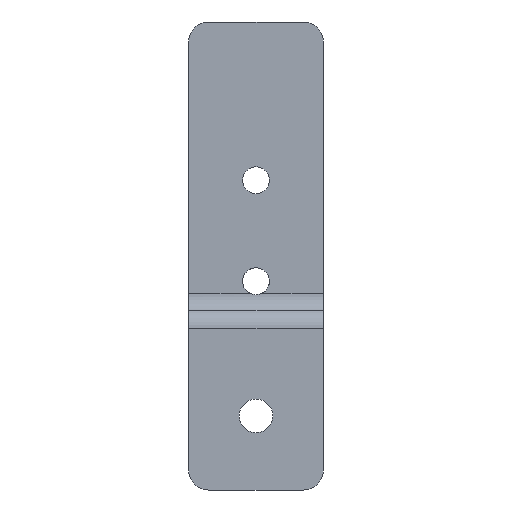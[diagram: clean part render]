
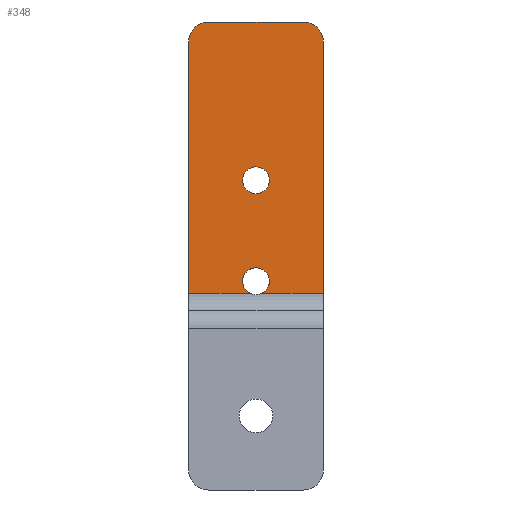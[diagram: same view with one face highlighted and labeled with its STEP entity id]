
A CAD part, front view. The second image highlights one B-rep face of the part: STEP entity #348.
In plain terms, the highlighted planar face has unit normal (0, -1, 0).
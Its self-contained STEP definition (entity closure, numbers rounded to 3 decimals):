
#16=FACE_BOUND('',#50,.T.);
#22=PLANE('',#394);
#31=FACE_OUTER_BOUND('',#49,.T.);
#49=EDGE_LOOP('',(#247,#248,#249,#250,#251,#252,#253,#254,#255));
#50=EDGE_LOOP('',(#256));
#72=LINE('',#547,#101);
#77=LINE('',#563,#106);
#78=LINE('',#567,#107);
#79=LINE('',#569,#108);
#80=LINE('',#574,#109);
#101=VECTOR('',#438,10.);
#106=VECTOR('',#451,10.);
#107=VECTOR('',#454,10.);
#108=VECTOR('',#455,10.);
#109=VECTOR('',#460,10.);
#128=CIRCLE('',#388,3.);
#133=CIRCLE('',#395,3.);
#134=CIRCLE('',#396,2.);
#135=CIRCLE('',#397,2.);
#136=CIRCLE('',#398,2.);
#149=VERTEX_POINT('',#537);
#150=VERTEX_POINT('',#538);
#153=VERTEX_POINT('',#546);
#160=VERTEX_POINT('',#562);
#161=VERTEX_POINT('',#564);
#162=VERTEX_POINT('',#566);
#163=VERTEX_POINT('',#568);
#164=VERTEX_POINT('',#570);
#165=VERTEX_POINT('',#572);
#166=VERTEX_POINT('',#575);
#183=EDGE_CURVE('',#149,#150,#128,.T.);
#187=EDGE_CURVE('',#153,#150,#72,.T.);
#195=EDGE_CURVE('',#149,#160,#77,.T.);
#196=EDGE_CURVE('',#161,#160,#133,.T.);
#197=EDGE_CURVE('',#161,#162,#78,.T.);
#198=EDGE_CURVE('',#163,#162,#79,.T.);
#199=EDGE_CURVE('',#163,#164,#134,.T.);
#200=EDGE_CURVE('',#164,#165,#135,.T.);
#201=EDGE_CURVE('',#153,#165,#80,.T.);
#202=EDGE_CURVE('',#166,#166,#136,.T.);
#247=ORIENTED_EDGE('',*,*,#183,.F.);
#248=ORIENTED_EDGE('',*,*,#195,.T.);
#249=ORIENTED_EDGE('',*,*,#196,.F.);
#250=ORIENTED_EDGE('',*,*,#197,.T.);
#251=ORIENTED_EDGE('',*,*,#198,.F.);
#252=ORIENTED_EDGE('',*,*,#199,.T.);
#253=ORIENTED_EDGE('',*,*,#200,.T.);
#254=ORIENTED_EDGE('',*,*,#201,.F.);
#255=ORIENTED_EDGE('',*,*,#187,.T.);
#256=ORIENTED_EDGE('',*,*,#202,.T.);
#348=ADVANCED_FACE('',(#31,#16),#22,.T.);
#388=AXIS2_PLACEMENT_3D('',#539,#430,#431);
#394=AXIS2_PLACEMENT_3D('',#561,#449,#450);
#395=AXIS2_PLACEMENT_3D('',#565,#452,#453);
#396=AXIS2_PLACEMENT_3D('',#571,#456,#457);
#397=AXIS2_PLACEMENT_3D('',#573,#458,#459);
#398=AXIS2_PLACEMENT_3D('',#576,#461,#462);
#430=DIRECTION('center_axis',(0.,1.,0.));
#431=DIRECTION('ref_axis',(0.707,0.,0.707));
#438=DIRECTION('',(0.,0.,1.));
#449=DIRECTION('center_axis',(0.,-1.,0.));
#450=DIRECTION('ref_axis',(0.,0.,-1.));
#451=DIRECTION('',(-1.,0.,0.));
#452=DIRECTION('center_axis',(0.,1.,0.));
#453=DIRECTION('ref_axis',(-0.707,0.,0.707));
#454=DIRECTION('',(0.,0.,-1.));
#455=DIRECTION('',(-1.,0.,0.));
#456=DIRECTION('center_axis',(0.,1.,0.));
#457=DIRECTION('ref_axis',(-1.,0.,0.));
#458=DIRECTION('center_axis',(0.,1.,0.));
#459=DIRECTION('ref_axis',(-1.,0.,0.));
#460=DIRECTION('',(-1.,0.,0.));
#461=DIRECTION('center_axis',(0.,1.,0.));
#462=DIRECTION('ref_axis',(-1.,0.,0.));
#537=CARTESIAN_POINT('',(-27.142,-21.936,31.629));
#538=CARTESIAN_POINT('',(-24.142,-21.936,28.629));
#539=CARTESIAN_POINT('Origin',(-27.142,-21.936,28.629));
#546=CARTESIAN_POINT('',(-24.142,-21.936,-8.705));
#547=CARTESIAN_POINT('',(-24.142,-21.936,-32.371));
#561=CARTESIAN_POINT('Origin',(-34.142,-21.936,-3.371));
#562=CARTESIAN_POINT('',(-41.142,-21.936,31.629));
#563=CARTESIAN_POINT('',(-24.142,-21.936,31.629));
#564=CARTESIAN_POINT('',(-44.142,-21.936,28.629));
#565=CARTESIAN_POINT('Origin',(-41.142,-21.936,28.629));
#566=CARTESIAN_POINT('',(-44.142,-21.936,-8.705));
#567=CARTESIAN_POINT('',(-44.142,-21.936,231.106));
#568=CARTESIAN_POINT('',(-34.991,-21.936,-8.705));
#569=CARTESIAN_POINT('',(-29.142,-21.936,-8.705));
#570=CARTESIAN_POINT('',(-32.142,-21.936,-6.894));
#571=CARTESIAN_POINT('Origin',(-34.142,-21.936,-6.894));
#572=CARTESIAN_POINT('',(-33.292,-21.936,-8.705));
#573=CARTESIAN_POINT('Origin',(-34.142,-21.936,-6.894));
#574=CARTESIAN_POINT('',(-29.142,-21.936,-8.705));
#575=CARTESIAN_POINT('',(-32.142,-21.936,8.106));
#576=CARTESIAN_POINT('Origin',(-34.142,-21.936,8.106));
